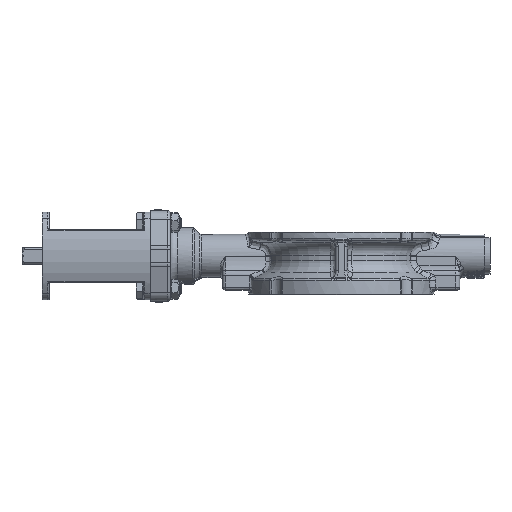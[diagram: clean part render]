
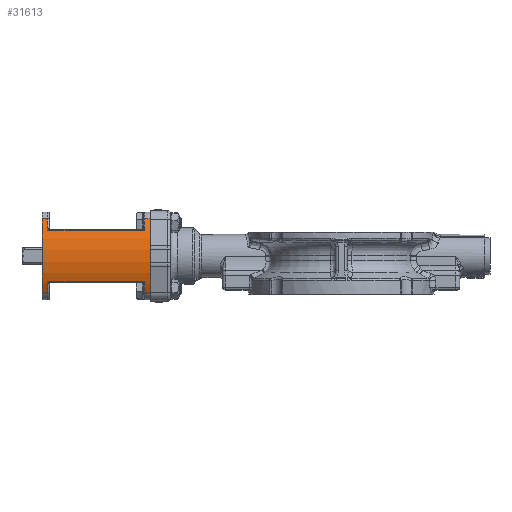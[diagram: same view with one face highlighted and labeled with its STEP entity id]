
A CAD part, left-side view. The second image highlights one B-rep face of the part: STEP entity #31613.
In plain terms, the highlighted cylindrical face has radius 52.5 mm (diameter 105 mm), a partial arc.
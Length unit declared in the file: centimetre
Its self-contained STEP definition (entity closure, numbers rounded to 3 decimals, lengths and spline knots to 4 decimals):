
#2156=LINE('',#44639,#3719);
#2162=LINE('',#44804,#3725);
#2179=LINE('',#45171,#3742);
#2180=LINE('',#45173,#3743);
#2181=LINE('',#45175,#3744);
#2182=LINE('',#45177,#3745);
#3719=VECTOR('',#36960,7.2);
#3725=VECTOR('',#37010,7.2);
#3742=VECTOR('',#37157,0.4);
#3743=VECTOR('',#37158,0.4);
#3744=VECTOR('',#37161,0.4);
#3745=VECTOR('',#37162,0.4);
#6971=FACE_OUTER_BOUND('',#9004,.T.);
#9004=EDGE_LOOP('',(#20740,#20741,#20742,#20743,#20744,#20745,#20746,#20747,
#20748,#20749,#20750,#20751));
#11282=CIRCLE('',#33628,5.25);
#11307=CIRCLE('',#33661,5.25);
#11335=CIRCLE('',#33699,5.25);
#11348=CIRCLE('',#33721,5.25);
#11388=CIRCLE('',#33783,5.25);
#11389=CIRCLE('',#33784,5.25);
#12712=VERTEX_POINT('',#44357);
#12713=VERTEX_POINT('',#44359);
#12744=VERTEX_POINT('',#44435);
#12745=VERTEX_POINT('',#44437);
#12769=VERTEX_POINT('',#44540);
#12770=VERTEX_POINT('',#44604);
#12775=VERTEX_POINT('',#44638);
#12777=VERTEX_POINT('',#44652);
#12780=VERTEX_POINT('',#44703);
#12788=VERTEX_POINT('',#44808);
#12827=VERTEX_POINT('',#45172);
#12828=VERTEX_POINT('',#45176);
#15757=EDGE_CURVE('',#12712,#12713,#11282,.T.);
#15795=EDGE_CURVE('',#12744,#12745,#11307,.T.);
#15835=EDGE_CURVE('',#12769,#12775,#2156,.T.);
#15839=EDGE_CURVE('',#12777,#12769,#11335,.T.);
#15858=EDGE_CURVE('',#12770,#12780,#2162,.T.);
#15861=EDGE_CURVE('',#12788,#12780,#11348,.T.);
#15925=EDGE_CURVE('',#12713,#12788,#2179,.T.);
#15926=EDGE_CURVE('',#12827,#12712,#2180,.T.);
#15927=EDGE_CURVE('',#12775,#12827,#11388,.T.);
#15928=EDGE_CURVE('',#12745,#12777,#2181,.T.);
#15929=EDGE_CURVE('',#12828,#12744,#2182,.T.);
#15930=EDGE_CURVE('',#12770,#12828,#11389,.T.);
#20740=ORIENTED_EDGE('',*,*,#15858,.T.);
#20741=ORIENTED_EDGE('',*,*,#15861,.F.);
#20742=ORIENTED_EDGE('',*,*,#15925,.F.);
#20743=ORIENTED_EDGE('',*,*,#15757,.F.);
#20744=ORIENTED_EDGE('',*,*,#15926,.F.);
#20745=ORIENTED_EDGE('',*,*,#15927,.F.);
#20746=ORIENTED_EDGE('',*,*,#15835,.F.);
#20747=ORIENTED_EDGE('',*,*,#15839,.F.);
#20748=ORIENTED_EDGE('',*,*,#15928,.F.);
#20749=ORIENTED_EDGE('',*,*,#15795,.F.);
#20750=ORIENTED_EDGE('',*,*,#15929,.F.);
#20751=ORIENTED_EDGE('',*,*,#15930,.F.);
#29063=CYLINDRICAL_SURFACE('',#33782,5.25);
#31613=ADVANCED_FACE('',(#6971),#29063,.T.);
#33628=AXIS2_PLACEMENT_3D('',#44360,#36801,#36802);
#33661=AXIS2_PLACEMENT_3D('',#44438,#36880,#36881);
#33699=AXIS2_PLACEMENT_3D('',#44654,#36967,#36968);
#33721=AXIS2_PLACEMENT_3D('',#44810,#37017,#37018);
#33782=AXIS2_PLACEMENT_3D('',#45170,#37155,#37156);
#33783=AXIS2_PLACEMENT_3D('',#45174,#37159,#37160);
#33784=AXIS2_PLACEMENT_3D('',#45178,#37163,#37164);
#36801=DIRECTION('center_axis',(0.,-1.,0.));
#36802=DIRECTION('ref_axis',(-1.,0.,0.));
#36880=DIRECTION('center_axis',(0.,1.,0.));
#36881=DIRECTION('ref_axis',(-1.,0.,0.));
#36960=DIRECTION('',(0.,-1.,0.));
#36967=DIRECTION('center_axis',(0.,-1.,0.));
#36968=DIRECTION('ref_axis',(-0.894,0.,0.449));
#37010=DIRECTION('',(0.,-1.,0.));
#37017=DIRECTION('center_axis',(0.,1.,0.));
#37018=DIRECTION('ref_axis',(-0.894,0.,-0.449));
#37155=DIRECTION('center_axis',(0.,1.,0.));
#37156=DIRECTION('ref_axis',(-1.,0.,0.));
#37157=DIRECTION('',(0.,1.,0.));
#37158=DIRECTION('',(0.,-1.,0.));
#37159=DIRECTION('center_axis',(0.,1.,0.));
#37160=DIRECTION('ref_axis',(-0.894,0.,0.449));
#37161=DIRECTION('',(0.,-1.,0.));
#37162=DIRECTION('',(0.,1.,0.));
#37163=DIRECTION('center_axis',(0.,-1.,0.));
#37164=DIRECTION('ref_axis',(-0.894,0.,-0.449));
#44357=CARTESIAN_POINT('',(-4.3539,14.2,2.7794));
#44359=CARTESIAN_POINT('',(-4.3539,14.2,-2.7794));
#44360=CARTESIAN_POINT('Origin',(0.1,14.2,0.));
#44435=CARTESIAN_POINT('',(-4.3539,22.2,-2.7794));
#44437=CARTESIAN_POINT('',(-4.3539,22.2,2.7794));
#44438=CARTESIAN_POINT('Origin',(0.1,22.2,0.));
#44540=CARTESIAN_POINT('',(-4.7885,21.8,1.9145));
#44604=CARTESIAN_POINT('',(-4.7885,21.8,-1.9145));
#44638=CARTESIAN_POINT('',(-4.7885,14.6,1.9145));
#44639=CARTESIAN_POINT('',(-4.7885,14.1,1.9145));
#44652=CARTESIAN_POINT('',(-4.3539,21.8,2.7794));
#44654=CARTESIAN_POINT('Origin',(0.1,21.8,0.));
#44703=CARTESIAN_POINT('',(-4.7885,14.6,-1.9145));
#44804=CARTESIAN_POINT('',(-4.7885,14.1,-1.9145));
#44808=CARTESIAN_POINT('',(-4.3539,14.6,-2.7794));
#44810=CARTESIAN_POINT('Origin',(0.1,14.6,0.));
#45170=CARTESIAN_POINT('Origin',(0.1,14.1,0.));
#45171=CARTESIAN_POINT('',(-4.3539,14.1,-2.7794));
#45172=CARTESIAN_POINT('',(-4.3539,14.6,2.7794));
#45173=CARTESIAN_POINT('',(-4.3539,14.1,2.7794));
#45174=CARTESIAN_POINT('Origin',(0.1,14.6,0.));
#45175=CARTESIAN_POINT('',(-4.3539,22.3,2.7794));
#45176=CARTESIAN_POINT('',(-4.3539,21.8,-2.7794));
#45177=CARTESIAN_POINT('',(-4.3539,22.3,-2.7794));
#45178=CARTESIAN_POINT('Origin',(0.1,21.8,0.));
